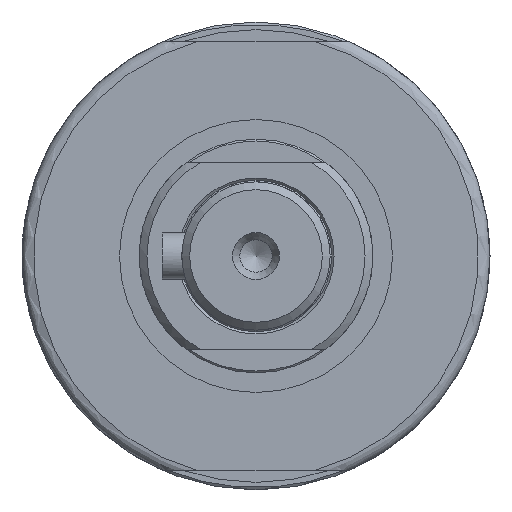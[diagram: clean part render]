
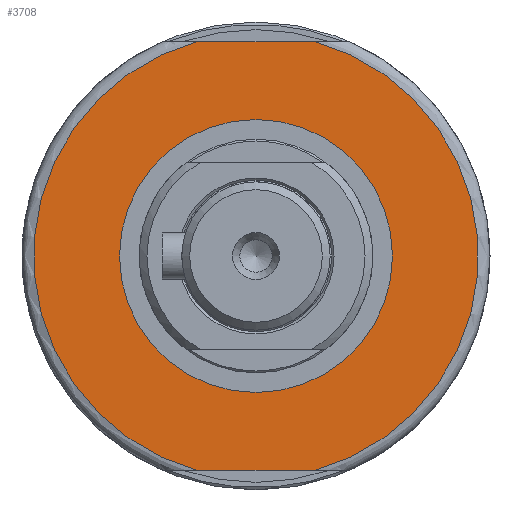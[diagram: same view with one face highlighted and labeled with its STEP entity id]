
A CAD part, left-side view. The second image highlights one B-rep face of the part: STEP entity #3708.
In plain terms, the highlighted planar face has unit normal (-1, 0, 0).
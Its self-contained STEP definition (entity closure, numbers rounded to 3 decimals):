
#137=FACE_BOUND('',#655,.T.);
#244=PLANE('',#4097);
#435=FACE_OUTER_BOUND('',#654,.T.);
#654=EDGE_LOOP('',(#3234,#3235,#3236,#3237));
#655=EDGE_LOOP('',(#3238,#3239));
#713=LINE('',#5478,#990);
#718=LINE('',#5526,#995);
#990=VECTOR('',#4389,10.);
#995=VECTOR('',#4396,10.);
#1381=CIRCLE('',#4078,17.5);
#1382=CIRCLE('',#4079,17.5);
#1392=CIRCLE('',#4092,28.5);
#1395=CIRCLE('',#4096,28.5);
#1494=VERTEX_POINT('',#5462);
#1495=VERTEX_POINT('',#5477);
#1502=VERTEX_POINT('',#5510);
#1503=VERTEX_POINT('',#5525);
#1729=VERTEX_POINT('',#6439);
#1730=VERTEX_POINT('',#6441);
#1868=EDGE_CURVE('',#1495,#1494,#713,.T.);
#1877=EDGE_CURVE('',#1503,#1502,#718,.T.);
#2229=EDGE_CURVE('',#1730,#1729,#1381,.T.);
#2230=EDGE_CURVE('',#1729,#1730,#1382,.T.);
#2242=EDGE_CURVE('',#1503,#1494,#1392,.T.);
#2245=EDGE_CURVE('',#1495,#1502,#1395,.T.);
#3234=ORIENTED_EDGE('',*,*,#1877,.T.);
#3235=ORIENTED_EDGE('',*,*,#2245,.F.);
#3236=ORIENTED_EDGE('',*,*,#1868,.T.);
#3237=ORIENTED_EDGE('',*,*,#2242,.F.);
#3238=ORIENTED_EDGE('',*,*,#2229,.T.);
#3239=ORIENTED_EDGE('',*,*,#2230,.T.);
#3708=ADVANCED_FACE('',(#435,#137),#244,.T.);
#4078=AXIS2_PLACEMENT_3D('',#6442,#5059,#5060);
#4079=AXIS2_PLACEMENT_3D('',#6443,#5061,#5062);
#4092=AXIS2_PLACEMENT_3D('',#6463,#5089,#5090);
#4096=AXIS2_PLACEMENT_3D('',#6467,#5097,#5098);
#4097=AXIS2_PLACEMENT_3D('',#6468,#5099,#5100);
#4389=DIRECTION('',(0.,1.,0.));
#4396=DIRECTION('',(0.,-1.,0.));
#5059=DIRECTION('center_axis',(1.,0.,0.));
#5060=DIRECTION('ref_axis',(0.,-1.,0.));
#5061=DIRECTION('center_axis',(1.,0.,0.));
#5062=DIRECTION('ref_axis',(0.,-1.,0.));
#5089=DIRECTION('center_axis',(1.,0.,0.));
#5090=DIRECTION('ref_axis',(0.,-1.,0.));
#5097=DIRECTION('center_axis',(1.,0.,0.));
#5098=DIRECTION('ref_axis',(0.,-1.,0.));
#5099=DIRECTION('center_axis',(-1.,0.,0.));
#5100=DIRECTION('ref_axis',(0.,0.,-1.));
#5462=CARTESIAN_POINT('',(-158.,7.483,27.5));
#5477=CARTESIAN_POINT('',(-158.,-7.483,27.5));
#5478=CARTESIAN_POINT('',(-158.,1.553,27.5));
#5510=CARTESIAN_POINT('',(-158.,-7.483,-27.5));
#5525=CARTESIAN_POINT('',(-158.,7.483,-27.5));
#5526=CARTESIAN_POINT('',(-158.,-24.063,-27.5));
#6439=CARTESIAN_POINT('',(-158.,17.5,0.));
#6441=CARTESIAN_POINT('',(-158.,-17.5,0.));
#6442=CARTESIAN_POINT('Origin',(-158.,0.,0.));
#6443=CARTESIAN_POINT('Origin',(-158.,0.,0.));
#6463=CARTESIAN_POINT('Origin',(-158.,0.,0.));
#6467=CARTESIAN_POINT('Origin',(-158.,0.,0.));
#6468=CARTESIAN_POINT('Origin',(-158.,-23.,0.));
